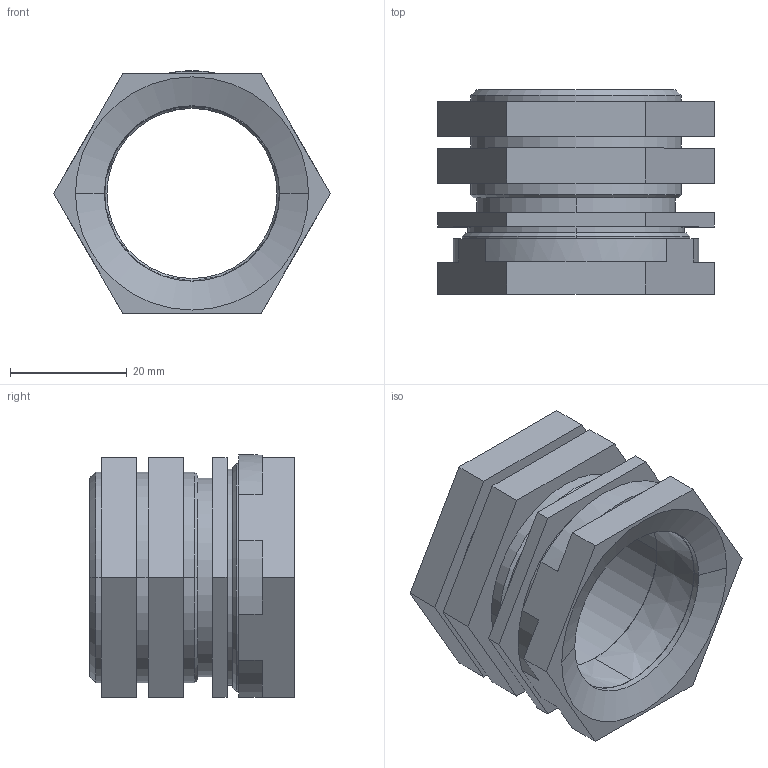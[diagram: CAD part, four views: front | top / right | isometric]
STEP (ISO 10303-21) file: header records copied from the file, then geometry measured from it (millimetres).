
FILE_DESCRIPTION((''),'2;1');
FILE_NAME('DM_CAD-2034','2014-10-13T',('Creinig-se'),(''),'PRO/ENGINEER BY PARAMETRIC TECHNOLOGY CORPORATION, 2013050','PRO/ENGINEER BY PARAMETRIC TECHNOLOGY CORPORATION, 2013050','');
FILE_SCHEMA(('CONFIG_CONTROL_DESIGN'));
Length unit declared in the file: millimetre
Products named in the file (1): DM_CAD-2034
Bounding box: 47.34 x 35 x 41.5 mm (x, y, z)
Volume: 20260.2 mm3; surface area: 12516.6 mm2
Topology: 1 solids, 1 shells, 85 faces, 198 edges, 124 vertices
Faces by surface type: plane 42, cone 22, cylinder 21
Entity records: 3164 total; most frequent: CARTESIAN_POINT 509, DIRECTION 420, ORIENTED_EDGE 396, PRESENTATION_STYLE_ASSIGNMENT 199, STYLED_ITEM 199, CURVE_STYLE 198, EDGE_CURVE 198, AXIS2_PLACEMENT_3D 145
